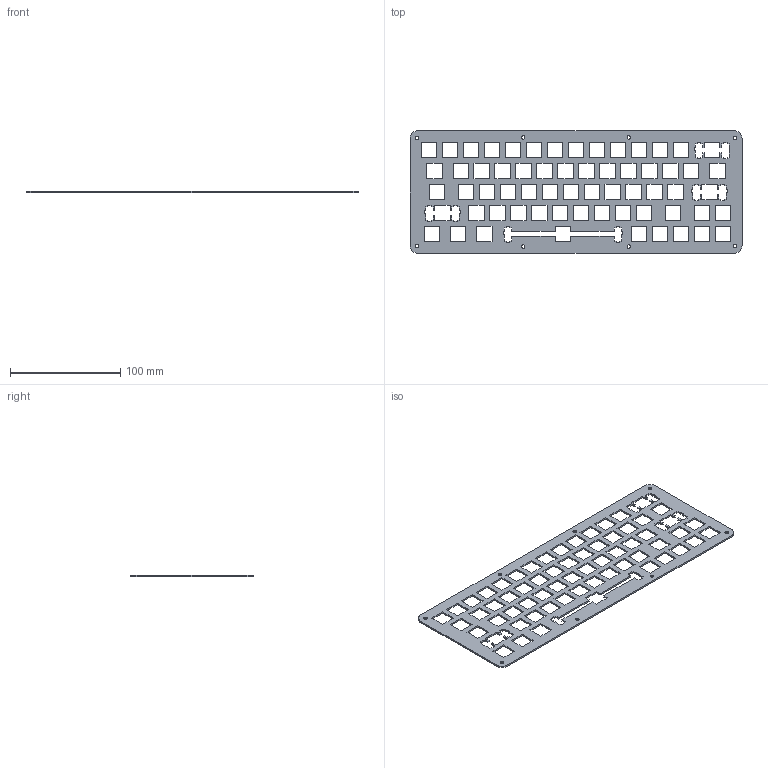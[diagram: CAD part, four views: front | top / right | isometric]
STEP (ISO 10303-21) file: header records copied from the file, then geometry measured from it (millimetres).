
FILE_DESCRIPTION(/* description */ (''),/* implementation_level */ '2;1');
FILE_NAME(/* name */ 'plate_3 v8.step',/* time_stamp */ '2022-05-12T22:35:40-07:00',/* author */ (''),/* organization */ (''),/* preprocessor_version */ 'ST-DEVELOPER v18.1',/* originating_system */ 'Autodesk Translation Framework v10.14.0.1471',/* authorisation */ '');
FILE_SCHEMA (('AUTOMOTIVE_DESIGN { 1 0 10303 214 3 1 1 }'));
Length unit declared in the file: millimetre
Products named in the file (1): plate_3
Bounding box: 301.75 x 111.25 x 1.5 mm (x, y, z)
Volume: 29965.3 mm3; surface area: 47264.5 mm2
Topology: 1 solids, 1 shells, 430 faces, 1284 edges, 856 vertices
Faces by surface type: plane 418, cylinder 12
Full cylindrical faces by diameter (mm): 3.2 x8
Entity records: 14489 total; most frequent: CARTESIAN_POINT 2571, ORIENTED_EDGE 2568, DIRECTION 2170, EDGE_CURVE 1284, LINE 1260, VECTOR 1260, VERTEX_POINT 856, EDGE_LOOP 572
